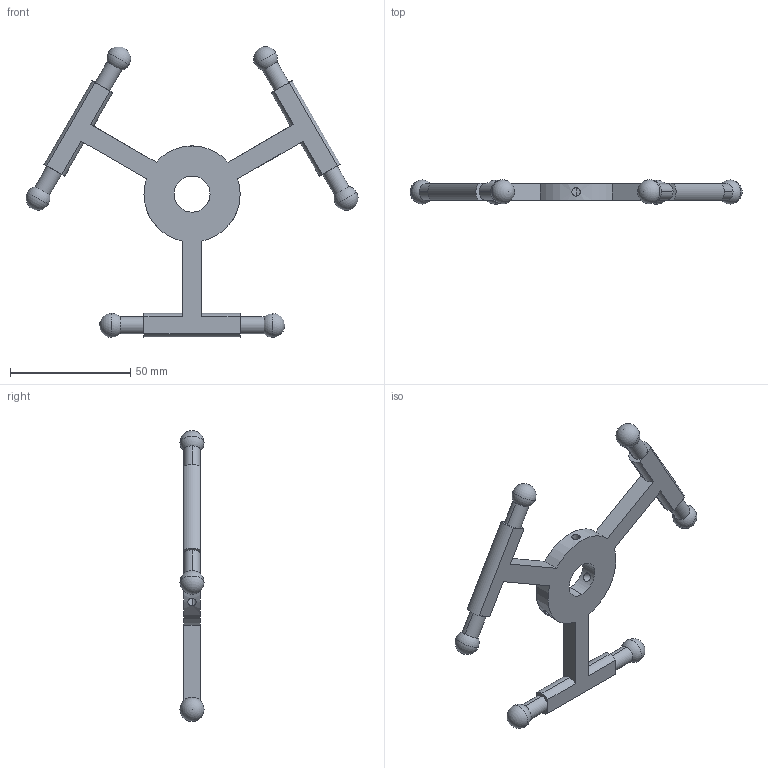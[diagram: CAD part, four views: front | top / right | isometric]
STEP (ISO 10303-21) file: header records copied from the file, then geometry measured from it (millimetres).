
FILE_DESCRIPTION (( 'STEP AP203' ), '1' );
FILE_NAME ('End_Default_sldprt.STEP', '2024-06-06T00:56:38', ( '' ), ( '' ), 'SwSTEP 2.0', 'SolidWorks 2022', '' );
FILE_SCHEMA (( 'CONFIG_CONTROL_DESIGN' ));
Length unit declared in the file: millimetre
Products named in the file (1): End_Default_sldprt
Bounding box: 138.02 x 10 x 120.91 mm (x, y, z)
Volume: 22469.2 mm3; surface area: 14979 mm2
Topology: 1 solids, 4 shells, 88 faces, 249 edges, 162 vertices
Faces by surface type: cylinder 47, plane 29, sphere 12
Entity records: 3094 total; most frequent: CARTESIAN_POINT 784, DIRECTION 495, ORIENTED_EDGE 450, EDGE_CURVE 225, AXIS2_PLACEMENT_3D 195, VERTEX_POINT 150, CIRCLE 106, LINE 105
